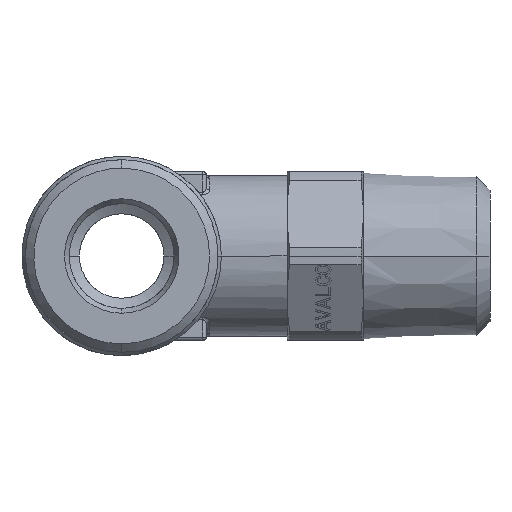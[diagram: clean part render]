
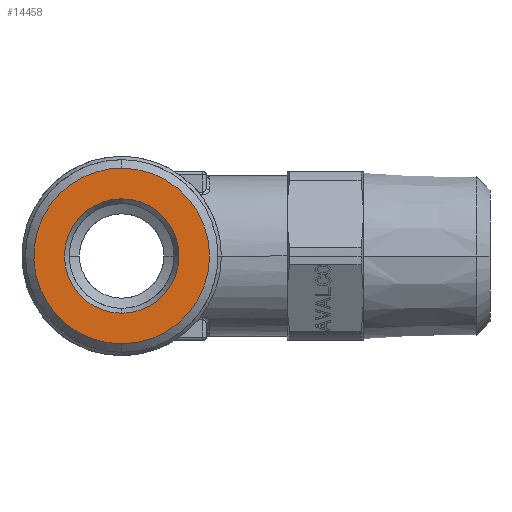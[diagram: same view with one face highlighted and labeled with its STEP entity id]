
A CAD part, left-side view. The second image highlights one B-rep face of the part: STEP entity #14458.
In plain terms, the highlighted planar face has unit normal (-1, 0, 0).
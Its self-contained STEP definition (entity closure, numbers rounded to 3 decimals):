
#14005=CARTESIAN_POINT('Axis2P3D Location',(-23.8,0.,0.)) ;
#14009=CARTESIAN_POINT('Vertex',(-23.8,0.,-3.389)) ;
#14011=CARTESIAN_POINT('Vertex',(-23.8,0.,3.389)) ;
#14086=CARTESIAN_POINT('Axis2P3D Location',(-23.8,0.,0.)) ;
#14413=CARTESIAN_POINT('Axis2P3D Location',(-23.8,0.,0.)) ;
#14419=CARTESIAN_POINT('Control Point',(-23.8,0.,-5.2)) ;
#14420=CARTESIAN_POINT('Control Point',(-23.8,0.559,-5.2)) ;
#14421=CARTESIAN_POINT('Control Point',(-23.8,1.117,-5.125)) ;
#14422=CARTESIAN_POINT('Control Point',(-23.8,1.662,-4.975)) ;
#14423=CARTESIAN_POINT('Control Point',(-23.8,2.699,-4.532)) ;
#14424=CARTESIAN_POINT('Control Point',(-23.8,3.582,-3.832)) ;
#14425=CARTESIAN_POINT('Control Point',(-23.8,3.974,-3.424)) ;
#14426=CARTESIAN_POINT('Control Point',(-23.8,4.638,-2.513)) ;
#14427=CARTESIAN_POINT('Control Point',(-23.8,5.038,-1.46)) ;
#14428=CARTESIAN_POINT('Control Point',(-23.8,5.166,-0.909)) ;
#14429=CARTESIAN_POINT('Control Point',(-23.8,5.271,0.213)) ;
#14430=CARTESIAN_POINT('Control Point',(-23.8,5.076,1.324)) ;
#14431=CARTESIAN_POINT('Control Point',(-23.8,4.904,1.862)) ;
#14432=CARTESIAN_POINT('Control Point',(-23.8,4.419,2.88)) ;
#14433=CARTESIAN_POINT('Control Point',(-23.8,3.684,3.734)) ;
#14434=CARTESIAN_POINT('Control Point',(-23.8,3.26,4.109)) ;
#14435=CARTESIAN_POINT('Control Point',(-23.8,2.394,4.688)) ;
#14436=CARTESIAN_POINT('Control Point',(-23.8,1.415,5.038)) ;
#14437=CARTESIAN_POINT('Control Point',(-23.8,0.949,5.146)) ;
#14438=CARTESIAN_POINT('Control Point',(-23.8,0.474,5.2)) ;
#14439=CARTESIAN_POINT('Control Point',(-23.8,0.,5.2)) ;
#14440=CARTESIAN_POINT('Vertex',(-23.8,0.,-5.2)) ;
#14442=CARTESIAN_POINT('Vertex',(-23.8,0.,5.2)) ;
#14445=CARTESIAN_POINT('Axis2P3D Location',(-23.8,0.,0.)) ;
#14006=DIRECTION('Axis2P3D Direction',(-1.,0.,0.)) ;
#14087=DIRECTION('Axis2P3D Direction',(-1.,0.,0.)) ;
#14414=DIRECTION('Axis2P3D Direction',(-1.,0.,0.)) ;
#14415=DIRECTION('Axis2P3D XDirection',(0.,0.,1.)) ;
#14446=DIRECTION('Axis2P3D Direction',(-1.,0.,0.)) ;
#14007=AXIS2_PLACEMENT_3D('Circle Axis2P3D',#14005,#14006,$) ;
#14088=AXIS2_PLACEMENT_3D('Circle Axis2P3D',#14086,#14087,$) ;
#14416=AXIS2_PLACEMENT_3D('Plane Axis2P3D',#14413,#14414,#14415) ;
#14447=AXIS2_PLACEMENT_3D('Circle Axis2P3D',#14445,#14446,$) ;
#14451=ORIENTED_EDGE('',*,*,#14444,.F.) ;
#14452=ORIENTED_EDGE('',*,*,#14449,.T.) ;
#14455=ORIENTED_EDGE('',*,*,#14013,.F.) ;
#14456=ORIENTED_EDGE('',*,*,#14090,.T.) ;
#14457=FACE_BOUND('',#14454,.T.) ;
#14458=ADVANCED_FACE('PR415B-06R18',(#14453,#14457),#14417,.T.) ;
#14418=B_SPLINE_CURVE_WITH_KNOTS('',5,(#14419,#14420,#14421,#14422,#14423,#14424,#14425,#14426,#14427,#14428,#14429,#14430,#14431,#14432,#14433,#14434,#14435,#14436,#14437,#14438,#14439),.UNSPECIFIED.,.F.,.U.,(6,3,3,3,3,3,6),(0.,3.95,7.899,11.849,15.798,19.748,23.103),.UNSPECIFIED.) ;
#14008=CIRCLE('generated circle',#14007,3.389) ;
#14089=CIRCLE('generated circle',#14088,3.389) ;
#14448=CIRCLE('generated circle',#14447,5.2) ;
#14013=EDGE_CURVE('',#14010,#14012,#14008,.T.) ;
#14090=EDGE_CURVE('',#14010,#14012,#14089,.F.) ;
#14444=EDGE_CURVE('',#14441,#14443,#14418,.T.) ;
#14449=EDGE_CURVE('',#14441,#14443,#14448,.T.) ;
#14450=EDGE_LOOP('',(#14451,#14452)) ;
#14454=EDGE_LOOP('',(#14455,#14456)) ;
#14453=FACE_OUTER_BOUND('',#14450,.T.) ;
#14417=PLANE('',#14416) ;
#14010=VERTEX_POINT('',#14009) ;
#14012=VERTEX_POINT('',#14011) ;
#14441=VERTEX_POINT('',#14440) ;
#14443=VERTEX_POINT('',#14442) ;
